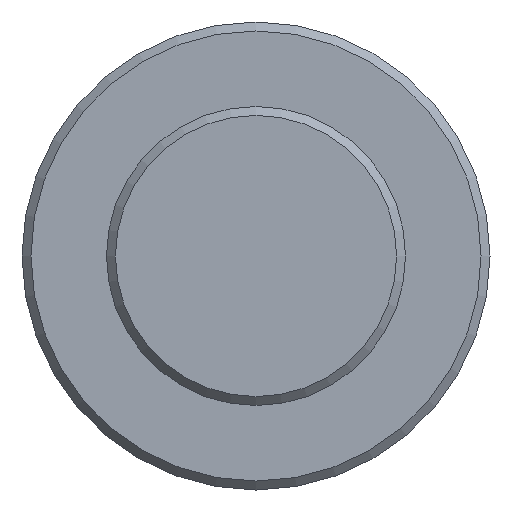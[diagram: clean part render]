
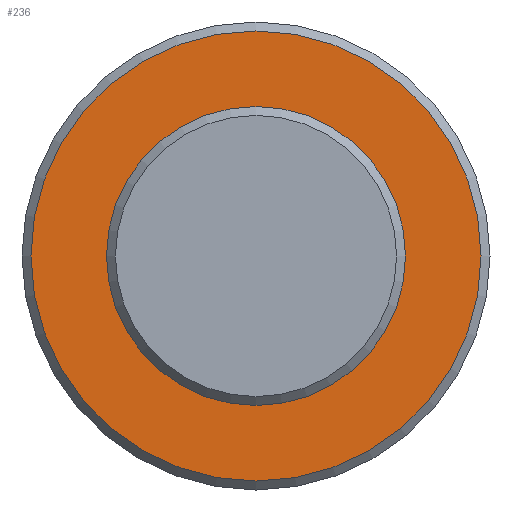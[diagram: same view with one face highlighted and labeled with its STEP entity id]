
A CAD part, front view. The second image highlights one B-rep face of the part: STEP entity #236.
In plain terms, the highlighted planar face has unit normal (0, -1, 0).
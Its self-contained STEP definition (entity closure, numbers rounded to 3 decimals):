
#23=PLANE('',#268);
#40=FACE_BOUND('',#82,.T.);
#59=FACE_OUTER_BOUND('',#81,.T.);
#81=EDGE_LOOP('',(#175));
#82=EDGE_LOOP('',(#176));
#112=CIRCLE('',#265,7.525);
#114=CIRCLE('',#269,3.75);
#128=VERTEX_POINT('',#376);
#130=VERTEX_POINT('',#382);
#148=EDGE_CURVE('',#128,#128,#112,.T.);
#150=EDGE_CURVE('',#130,#130,#114,.T.);
#175=ORIENTED_EDGE('',*,*,#148,.F.);
#176=ORIENTED_EDGE('',*,*,#150,.T.);
#236=ADVANCED_FACE('',(#59,#40),#23,.F.);
#265=AXIS2_PLACEMENT_3D('',#377,#309,#310);
#268=AXIS2_PLACEMENT_3D('',#381,#315,#316);
#269=AXIS2_PLACEMENT_3D('',#383,#317,#318);
#309=DIRECTION('center_axis',(0.,1.,0.));
#310=DIRECTION('ref_axis',(1.,0.,0.));
#315=DIRECTION('center_axis',(0.,1.,0.));
#316=DIRECTION('ref_axis',(0.,0.,1.));
#317=DIRECTION('center_axis',(0.,1.,0.));
#318=DIRECTION('ref_axis',(1.,0.,0.));
#376=CARTESIAN_POINT('',(-7.525,-156.,0.));
#377=CARTESIAN_POINT('Origin',(0.,-156.,0.));
#381=CARTESIAN_POINT('Origin',(0.,-156.,0.));
#382=CARTESIAN_POINT('',(-3.75,-156.,0.));
#383=CARTESIAN_POINT('Origin',(0.,-156.,0.));
